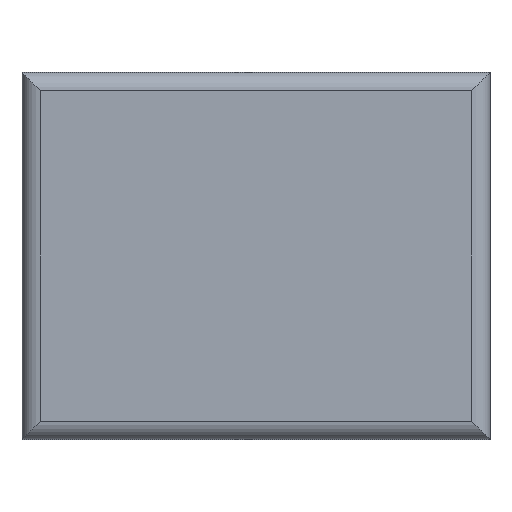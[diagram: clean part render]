
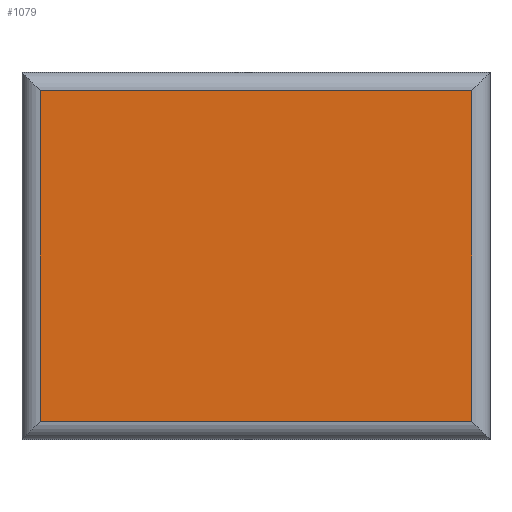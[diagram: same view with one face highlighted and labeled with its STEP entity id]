
A CAD part, front view. The second image highlights one B-rep face of the part: STEP entity #1079.
In plain terms, the highlighted planar face has unit normal (0, -1, 0).
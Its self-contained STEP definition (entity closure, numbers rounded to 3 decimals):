
#17=PLANE('',#1153);
#73=FACE_OUTER_BOUND('',#129,.T.);
#129=EDGE_LOOP('',(#789,#790,#791,#792));
#183=LINE('',#1483,#337);
#185=LINE('',#1491,#339);
#187=LINE('',#1497,#341);
#190=LINE('',#1503,#344);
#337=VECTOR('',#1207,10.);
#339=VECTOR('',#1215,10.);
#341=VECTOR('',#1221,10.);
#344=VECTOR('',#1228,10.);
#491=VERTEX_POINT('',#1481);
#492=VERTEX_POINT('',#1482);
#495=VERTEX_POINT('',#1490);
#497=VERTEX_POINT('',#1496);
#595=EDGE_CURVE('',#491,#492,#183,.T.);
#599=EDGE_CURVE('',#492,#495,#185,.T.);
#602=EDGE_CURVE('',#495,#497,#187,.T.);
#606=EDGE_CURVE('',#497,#491,#190,.T.);
#789=ORIENTED_EDGE('',*,*,#595,.F.);
#790=ORIENTED_EDGE('',*,*,#606,.F.);
#791=ORIENTED_EDGE('',*,*,#602,.F.);
#792=ORIENTED_EDGE('',*,*,#599,.F.);
#1079=ADVANCED_FACE('',(#73),#17,.T.);
#1153=AXIS2_PLACEMENT_3D('',#1538,#1250,#1251);
#1207=DIRECTION('',(-1.,0.,0.));
#1215=DIRECTION('',(0.,0.,1.));
#1221=DIRECTION('',(1.,0.,0.));
#1228=DIRECTION('',(0.,0.,-1.));
#1250=DIRECTION('center_axis',(0.,-1.,0.));
#1251=DIRECTION('ref_axis',(0.,0.,-1.));
#1481=CARTESIAN_POINT('',(24.5,-7.,1.));
#1482=CARTESIAN_POINT('',(1.,-7.,1.));
#1483=CARTESIAN_POINT('',(6.375,-7.,1.));
#1490=CARTESIAN_POINT('',(1.,-7.,19.));
#1491=CARTESIAN_POINT('',(1.,-7.,15.));
#1496=CARTESIAN_POINT('',(24.5,-7.,19.));
#1497=CARTESIAN_POINT('',(19.125,-7.,19.));
#1503=CARTESIAN_POINT('',(24.5,-7.,5.));
#1538=CARTESIAN_POINT('Origin',(12.75,-7.,10.));
